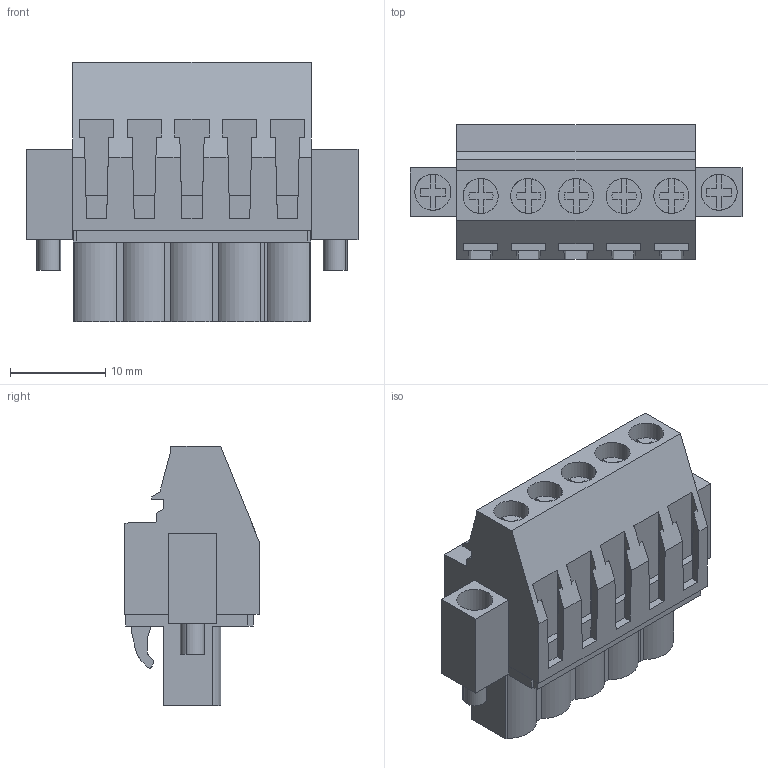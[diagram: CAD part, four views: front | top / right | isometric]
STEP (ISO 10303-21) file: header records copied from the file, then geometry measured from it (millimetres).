
FILE_DESCRIPTION(('CATIA V5 STEP Exchange','CAx-IF Rec.Pracs.--- Model Styling and Organization---1.2---2011-12-15'),'2;1');
FILE_NAME ('D1460491_0_1959490000_1959490000.stp','2017-09-20T15:00:20+00:00',('none'),('Weidmueller'),'CATIA Version 5-6 Release 2014','CATIA V5 STEP AP214','none');
FILE_SCHEMA(('AUTOMOTIVE_DESIGN { 1 0 10303 214 1 1 1 1 }'));
Length unit declared in the file: millimetre
Products named in the file (1): 1959490000
Bounding box: 34.8 x 14.05 x 27.2 mm (x, y, z)
Volume: 6108.1 mm3; surface area: 4383.9 mm2
Topology: 8 solids, 8 shells, 418 faces, 1131 edges, 756 vertices
Faces by surface type: plane 345, cylinder 63, extrusion 10
Entity records: 12391 total; most frequent: CARTESIAN_POINT 2367, ORIENTED_EDGE 2262, DIRECTION 1677, EDGE_CURVE 1131, VECTOR 955, LINE 945, VERTEX_POINT 756, EDGE_LOOP 450
